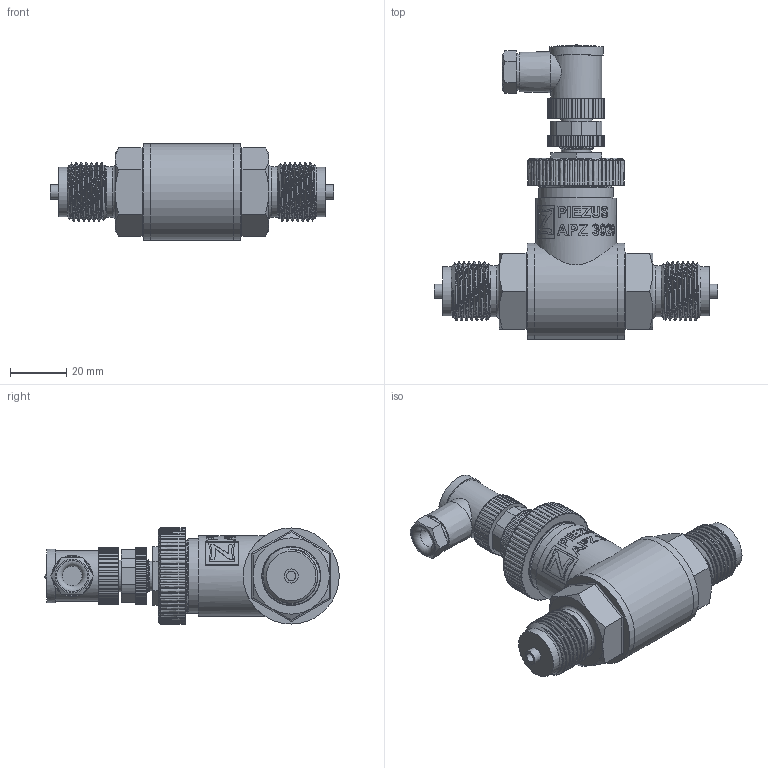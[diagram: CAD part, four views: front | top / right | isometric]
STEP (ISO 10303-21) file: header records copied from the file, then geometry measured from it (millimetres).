
FILE_DESCRIPTION(/* description */ (''),/* implementation_level */ '2;1');
FILE_NAME(/* name */ 'APZ3020_G1''2EN-axial_M12x1-angular.step',/* time_stamp */ '2021-07-28T15:23:42+03:00',/* author */ (''),/* organization */ (''),/* preprocessor_version */ 'ST-DEVELOPER v18.1',/* originating_system */ 'Autodesk Translation Framework v10.9.0.1377',/* authorisation */ '');
FILE_SCHEMA (('AUTOMOTIVE_DESIGN { 1 0 10303 214 3 1 1 }'));
Length unit declared in the file: millimetre
Products named in the file (8): АПЗ 3020 - filled; G1\2 EN; shell; shell2; nut M27x1.5 v8; nut2; M12x1 female angular v10; M12x1 male v16
Assembly tree (7 placements, depth 2):
  АПЗ 3020 - filled
    G1\2 EN
    shell
    shell2
    nut M27x1.5 v8
    nut2
    M12x1 female angular v10
    M12x1 male v16
Bounding box: 100.4 x 104.27 x 34 mm (x, y, z)
Volume: 90696.3 mm3; surface area: 35614.8 mm2
Topology: 17 solids, 17 shells, 1060 faces, 2913 edges, 1942 vertices
Faces by surface type: bspline 461, cylinder 367, plane 184, cone 40, torus 7, sphere 1
Full cylindrical faces by diameter (mm): 1 x12, 1.5 x4, 3.3 x2, 5 x2, 7 x1, 8 x1, 8.2 x1, 9.471 x2, 10.6 x2, 10.741 x6, 11.035 x4, 11.156 x1, 11.884 x5, 12.152 x4, 13 x1, 14 x1, 14.137 x4, 14.526 x3, 15.85 x3, 16.203 x3, 17.5 x2, 18 x3, 18.631 x12, 19 x1, 21.4 x2, 22.3 x1, 23.6 x1, 24 x3, 24.5 x2, 24.6 x4
Entity records: 65217 total; most frequent: CARTESIAN_POINT 41497, ORIENTED_EDGE 5826, DIRECTION 3385, EDGE_CURVE 2913, VERTEX_POINT 1942, B_SPLINE_CURVE_WITH_KNOTS 1272, AXIS2_PLACEMENT_3D 1220, EDGE_LOOP 1135
